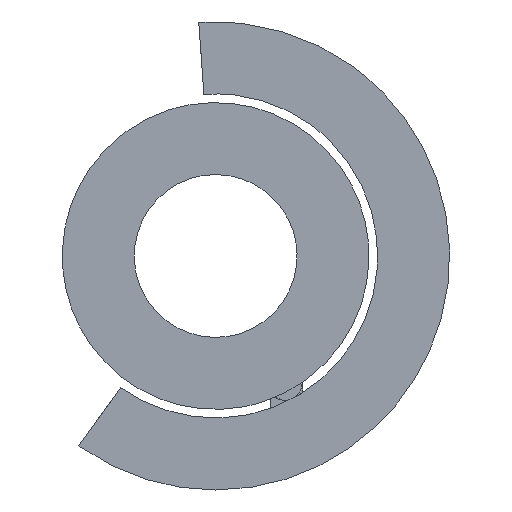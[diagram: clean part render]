
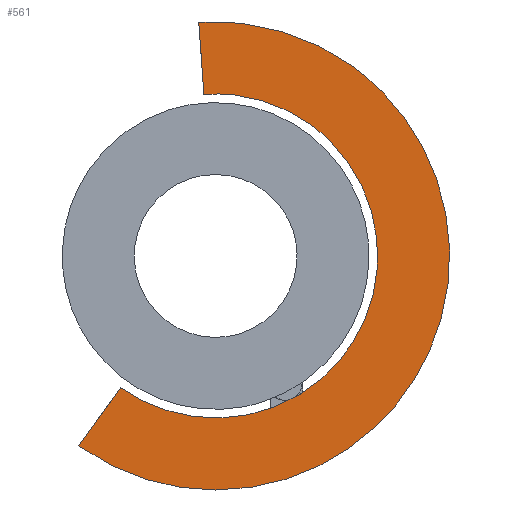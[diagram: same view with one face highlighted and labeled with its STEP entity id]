
A CAD part, front view. The second image highlights one B-rep face of the part: STEP entity #561.
In plain terms, the highlighted free-form (B-spline) face has degree [1, 1] with [2, 2] control points.
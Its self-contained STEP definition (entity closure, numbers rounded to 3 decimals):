
#303 = EDGE_CURVE('',#304,#306,#308,.T.);
#304 = VERTEX_POINT('',#305);
#305 = CARTESIAN_POINT('',(-12.322,0.,
    169.99));
#306 = VERTEX_POINT('',#307);
#307 = CARTESIAN_POINT('',(-8.534,0.,
    117.726));
#308 = B_SPLINE_CURVE_WITH_KNOTS('',1,(#309,#310),.UNSPECIFIED.,.F.,.F.,
  (2,2),(-49.5,0.),.PIECEWISE_BEZIER_KNOTS.);
#309 = CARTESIAN_POINT('',(-12.322,0.,
    169.99));
#310 = CARTESIAN_POINT('',(-8.534,0.,
    117.726));
#354 = VERTEX_POINT('',#355);
#355 = CARTESIAN_POINT('',(-99.662,0.,
    -138.26));
#362 = EDGE_CURVE('',#363,#354,#365,.T.);
#363 = VERTEX_POINT('',#364);
#364 = CARTESIAN_POINT('',(-69.021,0.,
    -95.751));
#365 = B_SPLINE_CURVE_WITH_KNOTS('',1,(#366,#367),.UNSPECIFIED.,.F.,.F.,
  (2,2),(0.,49.5),.PIECEWISE_BEZIER_KNOTS.);
#366 = CARTESIAN_POINT('',(-69.021,0.,
    -95.751));
#367 = CARTESIAN_POINT('',(-99.662,0.,
    -138.26));
#404 = VERTEX_POINT('',#405);
#405 = CARTESIAN_POINT('',(99.662,0.,
    138.26));
#419 = EDGE_CURVE('',#404,#304,#420,.T.);
#420 = ( BOUNDED_CURVE() B_SPLINE_CURVE(2,(#421,#422,#423),
.UNSPECIFIED.,.F.,.F.) B_SPLINE_CURVE_WITH_KNOTS((3,3),(3.142,
3.839),.PIECEWISE_BEZIER_KNOTS.) CURVE() 
GEOMETRIC_REPRESENTATION_ITEM() RATIONAL_B_SPLINE_CURVE((1.,
0.94,1.)) REPRESENTATION_ITEM('') );
#421 = CARTESIAN_POINT('',(99.662,0.,
    138.26));
#422 = CARTESIAN_POINT('',(49.434,0.,
    174.466));
#423 = CARTESIAN_POINT('',(-12.322,0.,
    169.99));
#534 = EDGE_CURVE('',#363,#535,#537,.T.);
#535 = VERTEX_POINT('',#536);
#536 = CARTESIAN_POINT('',(69.021,0.,
    95.751));
#537 = ( BOUNDED_CURVE() B_SPLINE_CURVE(2,(#538,#539,#540,#541,#542),
.UNSPECIFIED.,.F.,.F.) B_SPLINE_CURVE_WITH_KNOTS((3,2,3),(0.,
1.571,3.142),.PIECEWISE_BEZIER_KNOTS.) CURVE() 
GEOMETRIC_REPRESENTATION_ITEM() RATIONAL_B_SPLINE_CURVE((1.,
0.707,1.,0.707,1.)) REPRESENTATION_ITEM('') );
#538 = CARTESIAN_POINT('',(-69.021,0.,
    -95.751));
#539 = CARTESIAN_POINT('',(26.73,0.,
    -164.772));
#540 = CARTESIAN_POINT('',(95.751,0.,
    -69.021));
#541 = CARTESIAN_POINT('',(164.772,0.,
    26.73));
#542 = CARTESIAN_POINT('',(69.021,0.,
    95.751));
#561 = ADVANCED_FACE('',(#562),#582,.T.);
#562 = FACE_BOUND('',#563,.T.);
#563 = EDGE_LOOP('',(#564,#565,#571,#572,#573,#581));
#564 = ORIENTED_EDGE('',*,*,#303,.T.);
#565 = ORIENTED_EDGE('',*,*,#566,.F.);
#566 = EDGE_CURVE('',#535,#306,#567,.T.);
#567 = ( BOUNDED_CURVE() B_SPLINE_CURVE(2,(#568,#569,#570),
.UNSPECIFIED.,.F.,.F.) B_SPLINE_CURVE_WITH_KNOTS((3,3),(3.142,
3.839),.PIECEWISE_BEZIER_KNOTS.) CURVE() 
GEOMETRIC_REPRESENTATION_ITEM() RATIONAL_B_SPLINE_CURVE((1.,
0.94,1.)) REPRESENTATION_ITEM('') );
#568 = CARTESIAN_POINT('',(69.021,0.,
    95.751));
#569 = CARTESIAN_POINT('',(34.235,0.,
    120.826));
#570 = CARTESIAN_POINT('',(-8.534,0.,
    117.726));
#571 = ORIENTED_EDGE('',*,*,#534,.F.);
#572 = ORIENTED_EDGE('',*,*,#362,.T.);
#573 = ORIENTED_EDGE('',*,*,#574,.T.);
#574 = EDGE_CURVE('',#354,#404,#575,.T.);
#575 = ( BOUNDED_CURVE() B_SPLINE_CURVE(2,(#576,#577,#578,#579,#580),
.UNSPECIFIED.,.F.,.F.) B_SPLINE_CURVE_WITH_KNOTS((3,2,3),(0.,
1.571,3.142),.PIECEWISE_BEZIER_KNOTS.) CURVE() 
GEOMETRIC_REPRESENTATION_ITEM() RATIONAL_B_SPLINE_CURVE((1.,
0.707,1.,0.707,1.)) REPRESENTATION_ITEM('') );
#576 = CARTESIAN_POINT('',(-99.662,0.,
    -138.26));
#577 = CARTESIAN_POINT('',(38.597,0.,
    -237.922));
#578 = CARTESIAN_POINT('',(138.26,0.,
    -99.662));
#579 = CARTESIAN_POINT('',(237.922,0.,
    38.597));
#580 = CARTESIAN_POINT('',(99.662,0.,
    138.26));
#581 = ORIENTED_EDGE('',*,*,#419,.T.);
#582 = B_SPLINE_SURFACE_WITH_KNOTS('',1,1,(
    (#583,#584)
    ,(#585,#586
    )),.UNSPECIFIED.,.F.,.F.,.F.,(2,2),(2,2),(-50.472,
    271.528),(-240.672,14.473),
  .PIECEWISE_BEZIER_KNOTS.);
#583 = CARTESIAN_POINT('',(170.436,0.,
    -170.436));
#584 = CARTESIAN_POINT('',(-99.662,0.,
    -170.436));
#585 = CARTESIAN_POINT('',(170.436,0.,
    170.436));
#586 = CARTESIAN_POINT('',(-99.662,0.,
    170.436));
